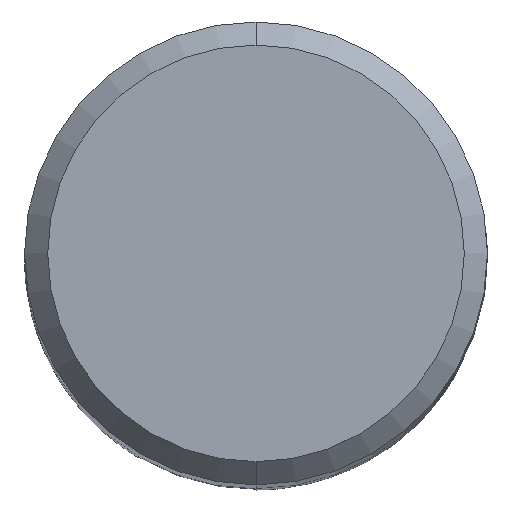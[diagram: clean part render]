
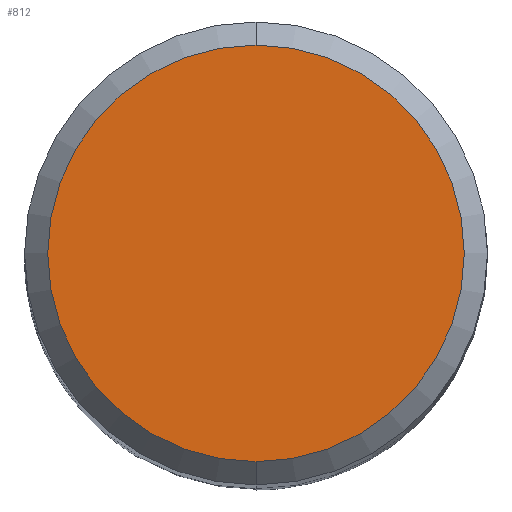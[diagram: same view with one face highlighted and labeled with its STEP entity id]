
A CAD part, top view. The second image highlights one B-rep face of the part: STEP entity #812.
In plain terms, the highlighted planar face has unit normal (0, 0, 1).
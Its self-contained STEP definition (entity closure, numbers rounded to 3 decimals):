
#806=EDGE_CURVE('',#852,#902,#1476,.T.);
#812=ADVANCED_FACE('',(#1482),#1483,.T.);
#852=VERTEX_POINT('',#1525);
#902=VERTEX_POINT('',#1581);
#918=EDGE_CURVE('',#902,#852,#1599,.T.);
#1476=CIRCLE('',#2469,3.6);
#1482=FACE_OUTER_BOUND('',#2477,.T.);
#1483=PLANE('',#2478);
#1525=CARTESIAN_POINT('',(0.,-3.6,0.0));
#1581=CARTESIAN_POINT('',(0.0,3.6,0.0));
#1599=CIRCLE('',#2682,3.6);
#2469=AXIS2_PLACEMENT_3D('',#3288,#3289,#3290);
#2477=EDGE_LOOP('',(#3298,#3299));
#2478=AXIS2_PLACEMENT_3D('',#3300,#3301,#3302);
#2682=AXIS2_PLACEMENT_3D('',#3437,#3438,#3439);
#3288=CARTESIAN_POINT('',(0.0,0.0,0.0));
#3289=DIRECTION('',(0.0,0.0,-1.0));
#3290=DIRECTION('',(0.0,1.0,0.0));
#3298=ORIENTED_EDGE('',*,*,#918,.F.);
#3299=ORIENTED_EDGE('',*,*,#806,.F.);
#3300=CARTESIAN_POINT('',(0.0,1.8,0.0));
#3301=DIRECTION('',(-0.0,0.0,1.0));
#3302=DIRECTION('',(0.0,-1.0,0.0));
#3437=CARTESIAN_POINT('',(0.0,0.0,0.0));
#3438=DIRECTION('',(0.0,0.0,-1.0));
#3439=DIRECTION('',(0.0,1.0,0.0));
